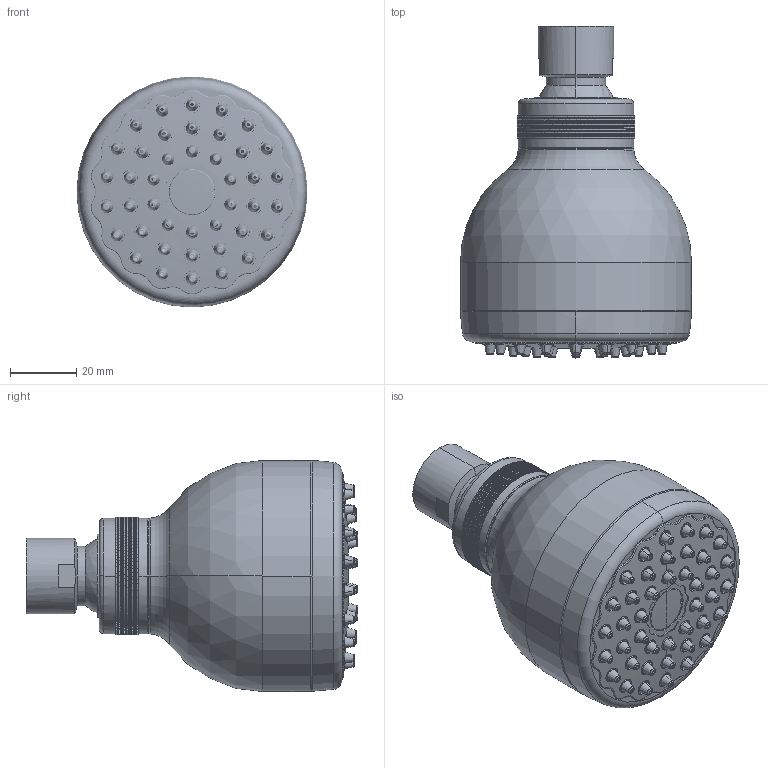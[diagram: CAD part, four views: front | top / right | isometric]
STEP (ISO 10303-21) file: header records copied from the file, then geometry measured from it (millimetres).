
FILE_DESCRIPTION((''),'2;1');
FILE_NAME('4071304CR','2021-11-22T09:14:28',('ut3'),('PAFFONI SpA'),'CREO PARAMETRIC BY PTC INC, 2020044','CREO PARAMETRIC BY PTC INC, 2020044','');
FILE_SCHEMA(('CONFIG_CONTROL_DESIGN','SHAPE_APPEARANCE_LAYERS_GROUPS'));
Length unit declared in the file: inch
Products named in the file (1): 4071304CR
Bounding box: 70 x 100.54 x 70 mm (x, y, z)
Volume: 85793.4 mm3; surface area: 61106.9 mm2
Topology: 1 solids, 1 shells, 5644 faces, 13996 edges, 9268 vertices
Faces by surface type: plane 3810, cylinder 1064, cone 349, torus 193, bspline 159, sphere 55, extrusion 14
Entity records: 233171 total; most frequent: CARTESIAN_POINT 61809, ORIENTED_EDGE 27978, DIRECTION 24798, PRESENTATION_STYLE_ASSIGNMENT 13990, STYLED_ITEM 13990, CURVE_STYLE 13989, EDGE_CURVE 13989, AXIS2_PLACEMENT_3D 10166
